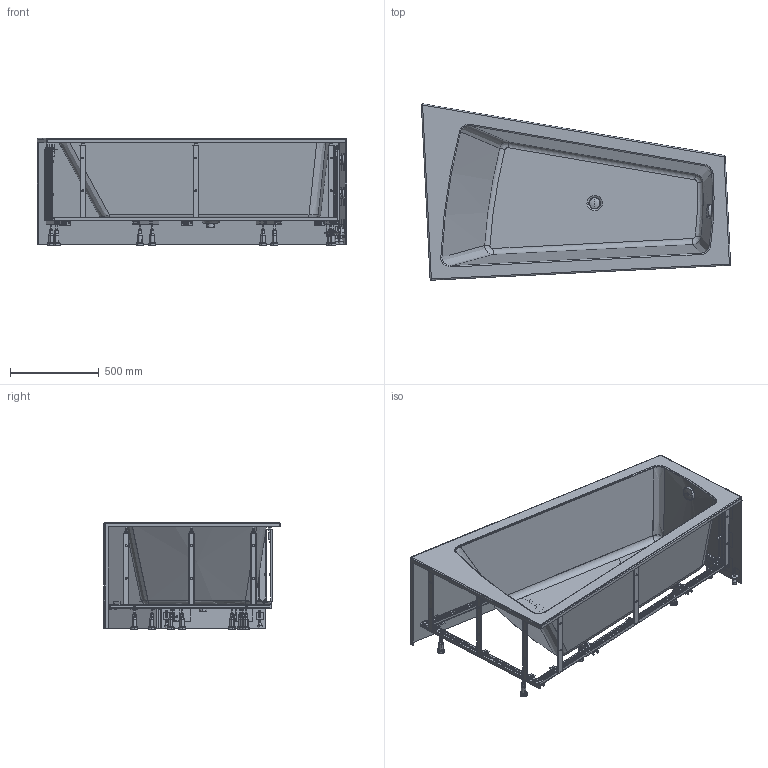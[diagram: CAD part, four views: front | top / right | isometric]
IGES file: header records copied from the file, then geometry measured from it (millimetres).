
Global section: file name: No Iges File Name specified; native system: Autodesk Inventor 2011; preprocessor: AutoDesk Inventor Iges Exporter R2011; author: Administrator; date: 20110529.221708; units: millimetre
Bounding box: 1747.19 x 997.02 x 605.59 mm (x, y, z)
Volume: 24369912.4 mm3; surface area: 10206782.1 mm2
Topology: 53 solids, 61 shells, 2420 faces, 6021 edges, 3901 vertices
Faces by surface type: plane 1366, revolution 459, cylinder 453, bspline 94, cone 36, torus 8, sphere 4
